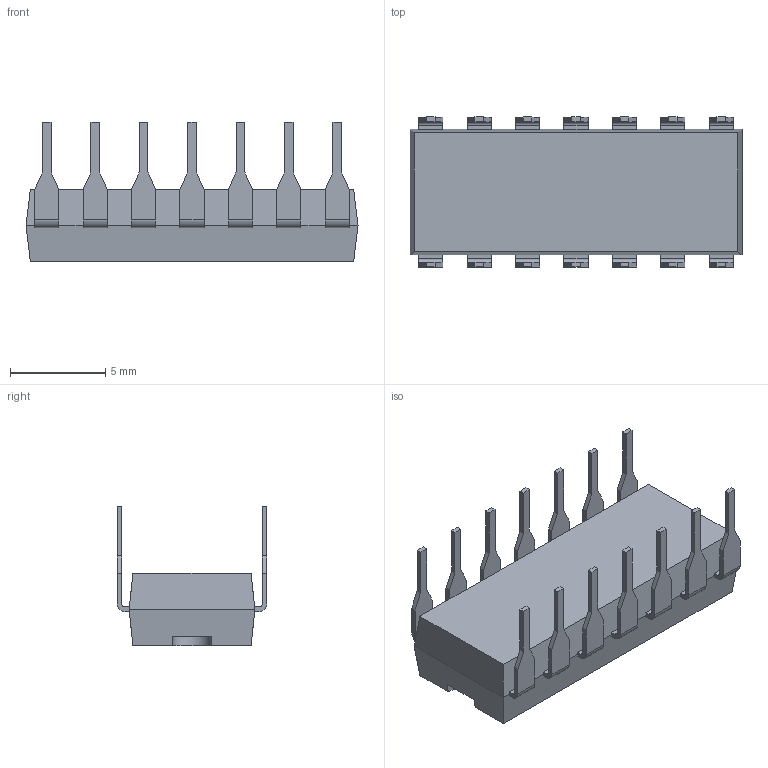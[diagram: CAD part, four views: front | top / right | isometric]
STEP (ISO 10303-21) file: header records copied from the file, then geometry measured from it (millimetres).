
FILE_DESCRIPTION (( 'STEP AP214' ), '1' );
FILE_NAME ('DIP14.STEP', '2015-11-21T16:56:43', ( '' ), ( '' ), 'SwSTEP 2.0', 'SolidWorks 2013', '' );
FILE_SCHEMA (( 'AUTOMOTIVE_DESIGN' ));
Length unit declared in the file: millimetre
Products named in the file (1): DIP14
Bounding box: 17.42 x 7.87 x 7.3 mm (x, y, z)
Volume: 434.3 mm3; surface area: 565.7 mm2
Topology: 1 solids, 1 shells, 194 faces, 572 edges, 380 vertices
Faces by surface type: plane 165, cylinder 29
Entity records: 8418 total; most frequent: CARTESIAN_POINT 1153, ORIENTED_EDGE 1144, DIRECTION 1018, EDGE_CURVE 572, LINE 512, VECTOR 512, VERTEX_POINT 380, AXIS2_PLACEMENT_3D 253
